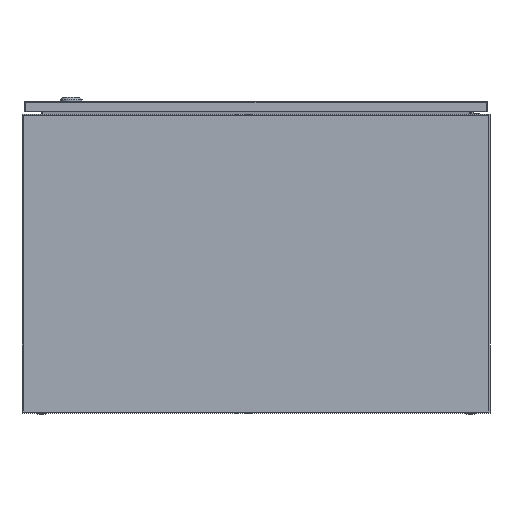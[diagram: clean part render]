
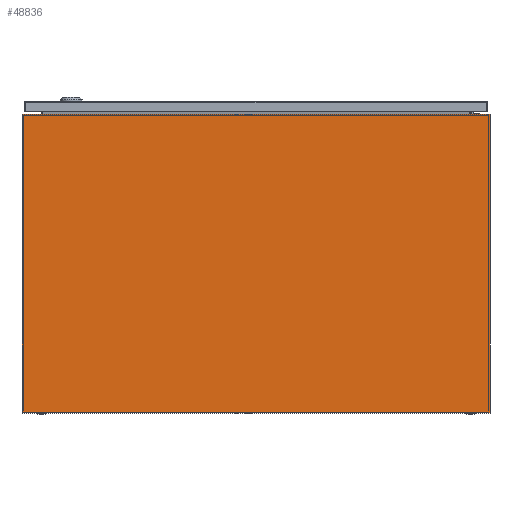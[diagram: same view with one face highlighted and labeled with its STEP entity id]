
A CAD part, front view. The second image highlights one B-rep face of the part: STEP entity #48836.
In plain terms, the highlighted planar face has unit normal (0, -1, 0).
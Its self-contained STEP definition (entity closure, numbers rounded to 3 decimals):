
#2407 = LINE ( 'NONE', #36940, #36187 ) ;
#2766 = DIRECTION ( 'NONE',  ( 0., 0., -1. ) ) ;
#3001 = LINE ( 'NONE', #47807, #27192 ) ;
#4255 = FACE_OUTER_BOUND ( 'NONE', #22823, .T. ) ;
#4619 = LINE ( 'NONE', #8882, #40145 ) ;
#5596 = DIRECTION ( 'NONE',  ( 1., 0., 0. ) ) ;
#6273 = LINE ( 'NONE', #25763, #6434 ) ;
#6434 = VECTOR ( 'NONE', #36313, 1000. ) ;
#8882 = CARTESIAN_POINT ( 'NONE',  ( 0., 0., 0. ) ) ;
#12055 = VERTEX_POINT ( 'NONE', #41940 ) ;
#15181 = EDGE_CURVE ( 'NONE', #38572, #35452, #4619, .T. ) ;
#17957 = VERTEX_POINT ( 'NONE', #27360 ) ;
#19256 = DIRECTION ( 'NONE',  ( 0., 0., 1. ) ) ;
#22823 = EDGE_LOOP ( 'NONE', ( #30528, #27574, #31792, #35117 ) ) ;
#23501 = DIRECTION ( 'NONE',  ( 0., 1., 0. ) ) ;
#25763 = CARTESIAN_POINT ( 'NONE',  ( 0., 0., 383. ) ) ;
#27192 = VECTOR ( 'NONE', #2766, 1000. ) ;
#27360 = CARTESIAN_POINT ( 'NONE',  ( 600., 0., 383. ) ) ;
#27574 = ORIENTED_EDGE ( 'NONE', *, *, #44530, .F. ) ;
#30528 = ORIENTED_EDGE ( 'NONE', *, *, #46498, .F. ) ;
#31792 = ORIENTED_EDGE ( 'NONE', *, *, #44522, .T. ) ;
#33419 = CARTESIAN_POINT ( 'NONE',  ( 0., 0., 0. ) ) ;
#34259 = PLANE ( 'NONE',  #36102 ) ;
#35117 = ORIENTED_EDGE ( 'NONE', *, *, #15181, .T. ) ;
#35452 = VERTEX_POINT ( 'NONE', #39046 ) ;
#36102 = AXIS2_PLACEMENT_3D ( 'NONE', #42537, #23501, #19256 ) ;
#36187 = VECTOR ( 'NONE', #43963, 1000. ) ;
#36313 = DIRECTION ( 'NONE',  ( 1., 0., 0. ) ) ;
#36940 = CARTESIAN_POINT ( 'NONE',  ( 600., 0., 383. ) ) ;
#38572 = VERTEX_POINT ( 'NONE', #33419 ) ;
#39046 = CARTESIAN_POINT ( 'NONE',  ( 600., 0., 0. ) ) ;
#40145 = VECTOR ( 'NONE', #5596, 1000. ) ;
#41940 = CARTESIAN_POINT ( 'NONE',  ( 0., 0., 383. ) ) ;
#42537 = CARTESIAN_POINT ( 'NONE',  ( 0., 0., 383. ) ) ;
#43963 = DIRECTION ( 'NONE',  ( 0., 0., -1. ) ) ;
#44522 = EDGE_CURVE ( 'NONE', #12055, #38572, #3001, .T. ) ;
#44530 = EDGE_CURVE ( 'NONE', #12055, #17957, #6273, .T. ) ;
#46498 = EDGE_CURVE ( 'NONE', #17957, #35452, #2407, .T. ) ;
#47807 = CARTESIAN_POINT ( 'NONE',  ( 0., 0., 383. ) ) ;
#48836 = ADVANCED_FACE ( 'NONE', ( #4255 ), #34259, .F. ) ;
